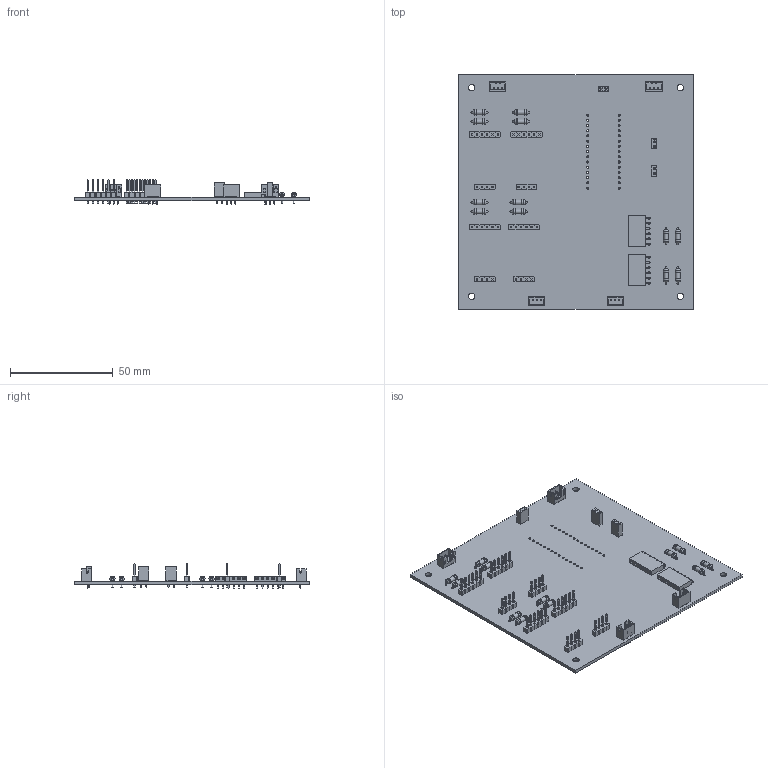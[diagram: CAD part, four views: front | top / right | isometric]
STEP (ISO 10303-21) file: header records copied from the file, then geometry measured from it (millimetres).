
FILE_DESCRIPTION(('KiCad electronic assembly'),'2;1');
FILE_NAME('V2_load_cell.step','2022-03-01T17:24:41',('An Author'),( 'A Company'),'Open CASCADE STEP processor 6.9', 'KiCad to STEP converter','Unknown');
FILE_SCHEMA(('AUTOMOTIVE_DESIGN { 1 0 10303 214 1 1 1 1 }'));
Length unit declared in the file: millimetre
Products named in the file (14): Open CASCADE STEP translator 6.9 1; JST_PH_B3B-PH-K_1x03_P2.00mm_Vertical; SOLID; PinSocket_1x02_P2.54mm_Vertical; PinHeader_1x06_P2.54mm_Vertical; R_Axial_DIN0207_L6.3mm_D2.5mm_P7.62mm_Horizontal; PinSocket_1x06_P2.54mm_Horizontal; PinHeader_1x04_P2.54mm_Vertical; COMPOUND
Assembly tree (36 placements, depth 3):
  Open CASCADE STEP translator 6.9 1
    JST_PH_B3B-PH-K_1x03_P2.00mm_Vertical  x4
      SOLID
    PinSocket_1x02_P2.54mm_Vertical  x3
      SOLID
    PinHeader_1x06_P2.54mm_Vertical  x4
      SOLID
    R_Axial_DIN0207_L6.3mm_D2.5mm_P7.62mm_Horizontal  x12
      SOLID
    PinSocket_1x06_P2.54mm_Horizontal  x2
      SOLID
    PinHeader_1x04_P2.54mm_Vertical  x4
      SOLID
    COMPOUND
Bounding box: 114.3 x 114.3 x 11.94 mm (x, y, z)
Volume: 23160.2 mm3; surface area: 33132.4 mm2
Topology: 30 solids, 30 shells, 2446 faces, 6048 edges, 3864 vertices
Faces by surface type: plane 2178, cylinder 220, torus 48
Full cylindrical faces by diameter (mm): 0.6 x24, 0.75 x12, 0.8 x24, 1 x88, 2.25 x12, 2.5 x24, 3.2 x4
Entity records: 58506 total; most frequent: CARTESIAN_POINT 9806, DIRECTION 8258, LINE 5691, VECTOR 5691, ORIENTED_EDGE 4194, PCURVE 4194, DEFINITIONAL_REPRESENTATION 4194, EDGE_CURVE 2097
